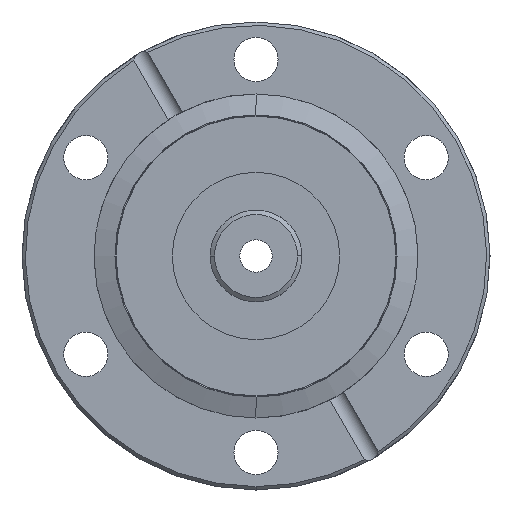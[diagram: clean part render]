
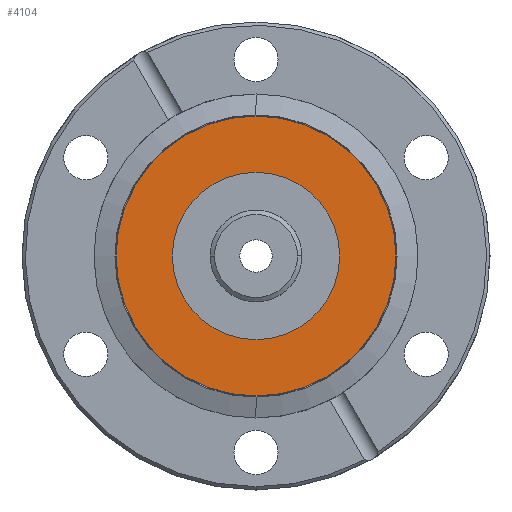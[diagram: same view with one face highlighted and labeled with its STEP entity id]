
A CAD part, left-side view. The second image highlights one B-rep face of the part: STEP entity #4104.
In plain terms, the highlighted planar face has unit normal (-1, 0, 0).
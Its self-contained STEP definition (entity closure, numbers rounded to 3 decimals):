
#174 = CARTESIAN_POINT ( 'NONE',  ( 1.2, 0., -12.5 ) ) ;
#316 = CARTESIAN_POINT ( 'NONE',  ( 1.2, 0., 0. ) ) ;
#395 = DIRECTION ( 'NONE',  ( -1., 0., 0. ) ) ;
#473 = EDGE_LOOP ( 'NONE', ( #1565, #3489 ) ) ;
#642 = CARTESIAN_POINT ( 'NONE',  ( 1.2, 0., 0. ) ) ;
#650 = VERTEX_POINT ( 'NONE', #3234 ) ;
#723 = DIRECTION ( 'NONE',  ( 0., 0., 1. ) ) ;
#732 = ORIENTED_EDGE ( 'NONE', *, *, #1795, .F. ) ;
#759 = CARTESIAN_POINT ( 'NONE',  ( 1.2, 0., 0. ) ) ;
#841 = EDGE_CURVE ( 'NONE', #650, #3035, #1463, .T. ) ;
#882 = DIRECTION ( 'NONE',  ( -1., 0., 0. ) ) ;
#917 = FACE_BOUND ( 'NONE', #2350, .T. ) ;
#1033 = DIRECTION ( 'NONE',  ( 0., 0., 1. ) ) ;
#1043 = CIRCLE ( 'NONE', #4124, 20.898 ) ;
#1141 = DIRECTION ( 'NONE',  ( 0., 0., 1. ) ) ;
#1371 = AXIS2_PLACEMENT_3D ( 'NONE', #759, #3497, #1141 ) ;
#1463 = CIRCLE ( 'NONE', #1371, 20.898 ) ;
#1565 = ORIENTED_EDGE ( 'NONE', *, *, #2311, .T. ) ;
#1795 = EDGE_CURVE ( 'NONE', #3097, #3267, #4223, .T. ) ;
#2311 = EDGE_CURVE ( 'NONE', #3035, #650, #1043, .T. ) ;
#2314 = FACE_OUTER_BOUND ( 'NONE', #473, .T. ) ;
#2350 = EDGE_LOOP ( 'NONE', ( #4395, #732 ) ) ;
#2654 = PLANE ( 'NONE',  #3811 ) ;
#2757 = CARTESIAN_POINT ( 'NONE',  ( 1.2, 0., 0. ) ) ;
#2828 = CARTESIAN_POINT ( 'NONE',  ( 1.2, 0., 12.5 ) ) ;
#2973 = AXIS2_PLACEMENT_3D ( 'NONE', #3236, #882, #3624 ) ;
#3035 = VERTEX_POINT ( 'NONE', #3277 ) ;
#3069 = DIRECTION ( 'NONE',  ( -1., 0., 0. ) ) ;
#3097 = VERTEX_POINT ( 'NONE', #174 ) ;
#3151 = DIRECTION ( 'NONE',  ( 0., 0., 1. ) ) ;
#3234 = CARTESIAN_POINT ( 'NONE',  ( 1.2, 0., -20.898 ) ) ;
#3236 = CARTESIAN_POINT ( 'NONE',  ( 1.2, 0., 0. ) ) ;
#3267 = VERTEX_POINT ( 'NONE', #2828 ) ;
#3277 = CARTESIAN_POINT ( 'NONE',  ( 1.2, 0., 20.898 ) ) ;
#3378 = DIRECTION ( 'NONE',  ( -1., 0., 0. ) ) ;
#3489 = ORIENTED_EDGE ( 'NONE', *, *, #841, .T. ) ;
#3497 = DIRECTION ( 'NONE',  ( -1., 0., 0. ) ) ;
#3624 = DIRECTION ( 'NONE',  ( 0., 0., 1. ) ) ;
#3811 = AXIS2_PLACEMENT_3D ( 'NONE', #316, #3069, #723 ) ;
#4060 = AXIS2_PLACEMENT_3D ( 'NONE', #2757, #395, #3151 ) ;
#4104 = ADVANCED_FACE ( 'NONE', ( #917, #2314 ), #2654, .T. ) ;
#4124 = AXIS2_PLACEMENT_3D ( 'NONE', #642, #3378, #1033 ) ;
#4184 = CIRCLE ( 'NONE', #4060, 12.5 ) ;
#4198 = EDGE_CURVE ( 'NONE', #3267, #3097, #4184, .T. ) ;
#4223 = CIRCLE ( 'NONE', #2973, 12.5 ) ;
#4395 = ORIENTED_EDGE ( 'NONE', *, *, #4198, .F. ) ;
